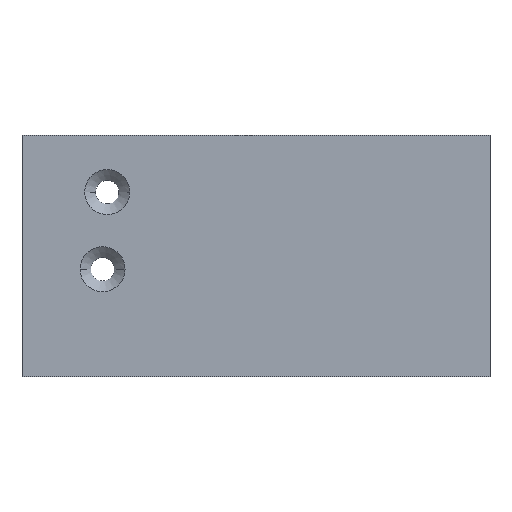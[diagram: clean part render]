
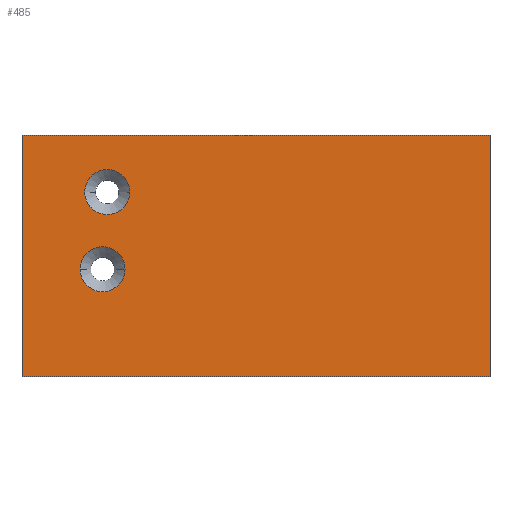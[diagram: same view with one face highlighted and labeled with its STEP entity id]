
A CAD part, top view. The second image highlights one B-rep face of the part: STEP entity #485.
In plain terms, the highlighted planar face has unit normal (0, 0, 1).
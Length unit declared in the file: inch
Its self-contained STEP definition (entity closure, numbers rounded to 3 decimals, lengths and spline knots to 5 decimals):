
#7 = VECTOR ( 'NONE', #395, 39.37008 ) ;
#30 = DIRECTION ( 'NONE',  ( 0., 0., 1. ) ) ;
#31 = FACE_BOUND ( 'NONE', #363, .T. ) ;
#37 = DIRECTION ( 'NONE',  ( 0., 0., 1. ) ) ;
#43 = VECTOR ( 'NONE', #273, 39.37008 ) ;
#45 = AXIS2_PLACEMENT_3D ( 'NONE', #65, #30, #297 ) ;
#54 = VERTEX_POINT ( 'NONE', #213 ) ;
#65 = CARTESIAN_POINT ( 'NONE',  ( -1.74741, 0.83222, 0.25 ) ) ;
#66 = ORIENTED_EDGE ( 'NONE', *, *, #208, .F. ) ;
#69 = AXIS2_PLACEMENT_3D ( 'NONE', #390, #132, #86 ) ;
#81 = CIRCLE ( 'NONE', #267, 0.3175 ) ;
#86 = DIRECTION ( 'NONE',  ( 1., 0., 0. ) ) ;
#88 = LINE ( 'NONE', #310, #43 ) ;
#91 = DIRECTION ( 'NONE',  ( 0., -1., 0. ) ) ;
#129 = CARTESIAN_POINT ( 'NONE',  ( -2.94991, 1.63735, 0.25 ) ) ;
#132 = DIRECTION ( 'NONE',  ( 0., 0., 1. ) ) ;
#134 = VERTEX_POINT ( 'NONE', #414 ) ;
#157 = CARTESIAN_POINT ( 'NONE',  ( -2.13014, -0.25596, 0.25 ) ) ;
#165 = DIRECTION ( 'NONE',  ( 0., 0., 1. ) ) ;
#169 = ORIENTED_EDGE ( 'NONE', *, *, #347, .F. ) ;
#171 = PLANE ( 'NONE',  #69 ) ;
#175 = ORIENTED_EDGE ( 'NONE', *, *, #445, .T. ) ;
#177 = EDGE_LOOP ( 'NONE', ( #482, #66 ) ) ;
#184 = EDGE_CURVE ( 'NONE', #320, #134, #454, .T. ) ;
#192 = EDGE_CURVE ( 'NONE', #372, #54, #280, .T. ) ;
#207 = ORIENTED_EDGE ( 'NONE', *, *, #192, .T. ) ;
#208 = EDGE_CURVE ( 'NONE', #134, #320, #251, .T. ) ;
#212 = EDGE_LOOP ( 'NONE', ( #270, #386, #207, #175 ) ) ;
#213 = CARTESIAN_POINT ( 'NONE',  ( 3.65558, 1.63735, 0.25 ) ) ;
#216 = ORIENTED_EDGE ( 'NONE', *, *, #253, .F. ) ;
#232 = CARTESIAN_POINT ( 'NONE',  ( 3.65558, -1.7754, 0.25 ) ) ;
#251 = CIRCLE ( 'NONE', #361, 0.3175 ) ;
#253 = EDGE_CURVE ( 'NONE', #359, #256, #81, .T. ) ;
#256 = VERTEX_POINT ( 'NONE', #305 ) ;
#264 = VECTOR ( 'NONE', #341, 39.37008 ) ;
#266 = CARTESIAN_POINT ( 'NONE',  ( -1.81264, -0.25596, 0.25 ) ) ;
#267 = AXIS2_PLACEMENT_3D ( 'NONE', #266, #389, #384 ) ;
#270 = ORIENTED_EDGE ( 'NONE', *, *, #391, .T. ) ;
#273 = DIRECTION ( 'NONE',  ( 1., 0., 0. ) ) ;
#277 = CARTESIAN_POINT ( 'NONE',  ( -2.94991, 1.63735, 0.25 ) ) ;
#280 = LINE ( 'NONE', #298, #264 ) ;
#287 = FACE_BOUND ( 'NONE', #177, .T. ) ;
#297 = DIRECTION ( 'NONE',  ( 1., 0., 0. ) ) ;
#298 = CARTESIAN_POINT ( 'NONE',  ( 3.65558, 1.63735, 0.25 ) ) ;
#305 = CARTESIAN_POINT ( 'NONE',  ( -1.49514, -0.25596, 0.25 ) ) ;
#306 = LINE ( 'NONE', #129, #7 ) ;
#310 = CARTESIAN_POINT ( 'NONE',  ( -2.94991, -1.7754, 0.25 ) ) ;
#313 = LINE ( 'NONE', #431, #394 ) ;
#314 = DIRECTION ( 'NONE',  ( 1., 0., 0. ) ) ;
#317 = CIRCLE ( 'NONE', #357, 0.3175 ) ;
#320 = VERTEX_POINT ( 'NONE', #343 ) ;
#341 = DIRECTION ( 'NONE',  ( 0., 1., 0. ) ) ;
#343 = CARTESIAN_POINT ( 'NONE',  ( -1.42991, 0.83222, 0.25 ) ) ;
#347 = EDGE_CURVE ( 'NONE', #256, #359, #317, .T. ) ;
#349 = DIRECTION ( 'NONE',  ( 1., 0., 0. ) ) ;
#352 = FACE_OUTER_BOUND ( 'NONE', #212, .T. ) ;
#357 = AXIS2_PLACEMENT_3D ( 'NONE', #473, #165, #314 ) ;
#359 = VERTEX_POINT ( 'NONE', #157 ) ;
#360 = CARTESIAN_POINT ( 'NONE',  ( -2.94991, -1.7754, 0.25 ) ) ;
#361 = AXIS2_PLACEMENT_3D ( 'NONE', #459, #37, #349 ) ;
#363 = EDGE_LOOP ( 'NONE', ( #169, #216 ) ) ;
#372 = VERTEX_POINT ( 'NONE', #232 ) ;
#384 = DIRECTION ( 'NONE',  ( 1., 0., 0. ) ) ;
#386 = ORIENTED_EDGE ( 'NONE', *, *, #453, .T. ) ;
#389 = DIRECTION ( 'NONE',  ( 0., 0., 1. ) ) ;
#390 = CARTESIAN_POINT ( 'NONE',  ( 0., 0., 0.25 ) ) ;
#391 = EDGE_CURVE ( 'NONE', #461, #428, #313, .T. ) ;
#394 = VECTOR ( 'NONE', #91, 39.37008 ) ;
#395 = DIRECTION ( 'NONE',  ( -1., 0., 0. ) ) ;
#414 = CARTESIAN_POINT ( 'NONE',  ( -2.06491, 0.83222, 0.25 ) ) ;
#428 = VERTEX_POINT ( 'NONE', #360 ) ;
#431 = CARTESIAN_POINT ( 'NONE',  ( -2.94991, 1.63735, 0.25 ) ) ;
#445 = EDGE_CURVE ( 'NONE', #54, #461, #306, .T. ) ;
#453 = EDGE_CURVE ( 'NONE', #428, #372, #88, .T. ) ;
#454 = CIRCLE ( 'NONE', #45, 0.3175 ) ;
#459 = CARTESIAN_POINT ( 'NONE',  ( -1.74741, 0.83222, 0.25 ) ) ;
#461 = VERTEX_POINT ( 'NONE', #277 ) ;
#473 = CARTESIAN_POINT ( 'NONE',  ( -1.81264, -0.25596, 0.25 ) ) ;
#482 = ORIENTED_EDGE ( 'NONE', *, *, #184, .F. ) ;
#485 = ADVANCED_FACE ( 'NONE', ( #287, #31, #352 ), #171, .T. ) ;
